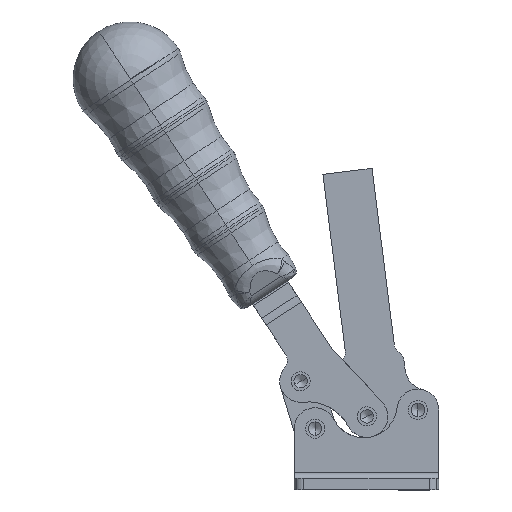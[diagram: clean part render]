
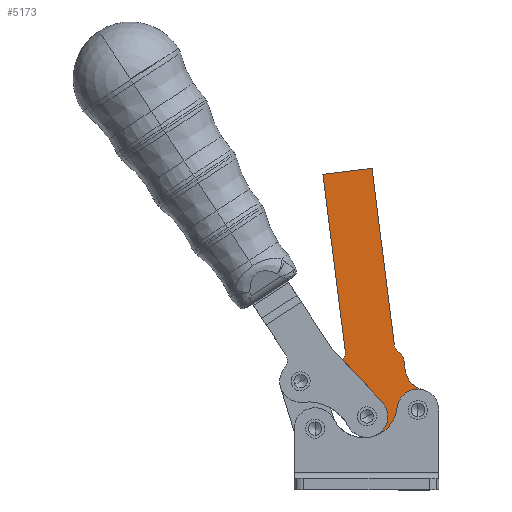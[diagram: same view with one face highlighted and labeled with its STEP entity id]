
A CAD part, top view. The second image highlights one B-rep face of the part: STEP entity #5173.
In plain terms, the highlighted planar face has unit normal (0, 0, -1).
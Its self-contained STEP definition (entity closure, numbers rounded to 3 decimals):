
#1651=CARTESIAN_POINT('',(0.755,57.076,-9.));
#1652=VERTEX_POINT('',#1651);
#1659=CARTESIAN_POINT('',(0.735,57.053,-9.));
#1660=VERTEX_POINT('',#1659);
#1661=CARTESIAN_POINT('',(3.02,55.108,-9.));
#1662=DIRECTION('',(0.,0.,1.));
#1663=DIRECTION('',(-0.957,0.291,0.));
#1664=AXIS2_PLACEMENT_3D('',#1661,#1662,#1663);
#1665=CIRCLE('',#1664,3.);
#1666=EDGE_CURVE('',#1652,#1660,#1665,.T.);
#1801=CARTESIAN_POINT('',(16.497,58.044,-9.));
#1802=VERTEX_POINT('',#1801);
#1811=CARTESIAN_POINT('',(15.637,58.955,-9.));
#1812=VERTEX_POINT('',#1811);
#1813=CARTESIAN_POINT('',(13.933,56.486,-9.));
#1814=DIRECTION('',(0.,0.,1.0));
#1815=DIRECTION('',(0.855,0.519,0.));
#1816=AXIS2_PLACEMENT_3D('',#1813,#1814,#1815);
#1817=CIRCLE('',#1816,3.);
#1818=EDGE_CURVE('',#1802,#1812,#1817,.T.);
#2876=CARTESIAN_POINT('',(15.097,44.439,-9.));
#2877=VERTEX_POINT('',#2876);
#2884=CARTESIAN_POINT('',(21.819,49.217,-9.));
#2885=VERTEX_POINT('',#2884);
#2886=CARTESIAN_POINT('',(20.567,43.862,-9.));
#2887=DIRECTION('',(0.0,0.0,1.0));
#2888=DIRECTION('',(-1.0,0.0,0.0));
#2889=AXIS2_PLACEMENT_3D('',#2886,#2887,#2888);
#2890=CIRCLE('',#2889,5.5);
#2891=EDGE_CURVE('',#2885,#2877,#2890,.T.);
#3466=CARTESIAN_POINT('',(17.232,54.308,-9.));
#3467=VERTEX_POINT('',#3466);
#3468=CARTESIAN_POINT('',(23.185,55.06,-9.));
#3469=DIRECTION('',(0.,0.,-1.0));
#3470=DIRECTION('',(0.992,0.125,0.));
#3471=AXIS2_PLACEMENT_3D('',#3468,#3469,#3470);
#3472=CIRCLE('',#3471,6.);
#3473=EDGE_CURVE('',#2885,#3467,#3472,.T.);
#3509=CARTESIAN_POINT('',(8.547,36.845,-9.));
#3510=VERTEX_POINT('',#3509);
#3550=CARTESIAN_POINT('',(16.909,56.862,-9.));
#3551=VERTEX_POINT('',#3550);
#3565=CARTESIAN_POINT('',(17.232,54.308,-9.));
#3566=DIRECTION('',(-0.125,0.992,0.));
#3567=VECTOR('',#3566,2.574);
#3568=LINE('',#3565,#3567);
#3569=EDGE_CURVE('',#3467,#3551,#3568,.T.);
#3579=CARTESIAN_POINT('',(-4.38,105.724,-9.));
#3580=VERTEX_POINT('',#3579);
#3597=CARTESIAN_POINT('',(8.518,107.352,-9.));
#3598=VERTEX_POINT('',#3597);
#3605=CARTESIAN_POINT('',(8.518,107.352,-9.));
#3606=DIRECTION('',(-0.992,-0.125,0.));
#3607=VECTOR('',#3606,13.);
#3608=LINE('',#3605,#3607);
#3609=EDGE_CURVE('',#3598,#3580,#3608,.T.);
#3619=CARTESIAN_POINT('',(14.365,61.048,-9.));
#3620=VERTEX_POINT('',#3619);
#3629=CARTESIAN_POINT('',(8.518,107.352,-9.));
#3630=DIRECTION('',(0.125,-0.992,0.));
#3631=VECTOR('',#3630,46.672);
#3632=LINE('',#3629,#3631);
#3633=EDGE_CURVE('',#3598,#3620,#3632,.T.);
#3652=CARTESIAN_POINT('',(1.467,59.42,-9.));
#3653=VERTEX_POINT('',#3652);
#3667=CARTESIAN_POINT('',(1.467,59.42,-9.));
#3668=DIRECTION('',(-0.125,0.992,0.));
#3669=VECTOR('',#3668,46.672);
#3670=LINE('',#3667,#3669);
#3671=EDGE_CURVE('',#3653,#3580,#3670,.T.);
#3682=CARTESIAN_POINT('',(17.341,61.424,-9.));
#3683=DIRECTION('',(0.,0.,-1.0));
#3684=DIRECTION('',(-0.213,-0.977,0.));
#3685=AXIS2_PLACEMENT_3D('',#3682,#3683,#3684);
#3686=CIRCLE('',#3685,3.);
#3687=EDGE_CURVE('',#3620,#1812,#3686,.F.);
#3714=CARTESIAN_POINT('',(13.933,56.486,-9.));
#3715=DIRECTION('',(0.,0.,1.0));
#3716=DIRECTION('',(0.855,0.519,0.));
#3717=AXIS2_PLACEMENT_3D('',#3714,#3715,#3716);
#3718=CIRCLE('',#3717,3.);
#3719=EDGE_CURVE('',#3551,#1802,#3718,.T.);
#3738=CARTESIAN_POINT('',(-1.509,59.044,-9.));
#3739=DIRECTION('',(0.,0.,-1.));
#3740=DIRECTION('',(0.449,-0.894,0.));
#3741=AXIS2_PLACEMENT_3D('',#3738,#3739,#3740);
#3742=CIRCLE('',#3741,3.);
#3743=EDGE_CURVE('',#3653,#1652,#3742,.T.);
#4452=CARTESIAN_POINT('',(11.181,45.937,-9.));
#4453=VERTEX_POINT('',#4452);
#4454=CARTESIAN_POINT('',(11.181,45.937,-9.));
#4455=DIRECTION('',(-0.685,0.729,0.));
#4456=VECTOR('',#4455,15.254);
#4457=LINE('',#4454,#4456);
#4458=EDGE_CURVE('',#4453,#1660,#4457,.T.);
#5136=CARTESIAN_POINT('',(7.173,42.17,-9.));
#5137=DIRECTION('',(0.,0.,1.0));
#5138=DIRECTION('',(0.729,0.685,0.));
#5139=AXIS2_PLACEMENT_3D('',#5136,#5137,#5138);
#5140=CIRCLE('',#5139,5.5);
#5141=EDGE_CURVE('',#3510,#4453,#5140,.T.);
#5146=CARTESIAN_POINT('',(13.008,87.76,-9.));
#5147=DIRECTION('',(0.0,0.0,-1.0));
#5148=DIRECTION('',(-0.992,-0.125,0.0));
#5149=AXIS2_PLACEMENT_3D('',#5146,#5147,#5148);
#5150=PLANE('',#5149);
#5151=ORIENTED_EDGE('',*,*,#2891,.T.);
#5152=CARTESIAN_POINT('',(6.35,45.362,-9.));
#5153=DIRECTION('',(0.,0.,-1.));
#5154=DIRECTION('',(-0.894,-0.448,0.));
#5155=AXIS2_PLACEMENT_3D('',#5152,#5153,#5154);
#5156=CIRCLE('',#5155,8.796);
#5157=EDGE_CURVE('',#2877,#3510,#5156,.T.);
#5158=ORIENTED_EDGE('',*,*,#5157,.T.);
#5159=ORIENTED_EDGE('',*,*,#5141,.T.);
#5160=ORIENTED_EDGE('',*,*,#4458,.T.);
#5161=ORIENTED_EDGE('',*,*,#1666,.F.);
#5162=ORIENTED_EDGE('',*,*,#3743,.F.);
#5163=ORIENTED_EDGE('',*,*,#3671,.T.);
#5164=ORIENTED_EDGE('',*,*,#3609,.F.);
#5165=ORIENTED_EDGE('',*,*,#3633,.T.);
#5166=ORIENTED_EDGE('',*,*,#3687,.T.);
#5167=ORIENTED_EDGE('',*,*,#1818,.F.);
#5168=ORIENTED_EDGE('',*,*,#3719,.F.);
#5169=ORIENTED_EDGE('',*,*,#3569,.F.);
#5170=ORIENTED_EDGE('',*,*,#3473,.F.);
#5171=EDGE_LOOP('',(#5151,#5158,#5159,#5160,#5161,#5162,#5163,#5164,#5165,#5166,#5167,#5168,#5169,#5170));
#5172=FACE_OUTER_BOUND('',#5171,.T.);
#5173=ADVANCED_FACE('',(#5172),#5150,.T.);
